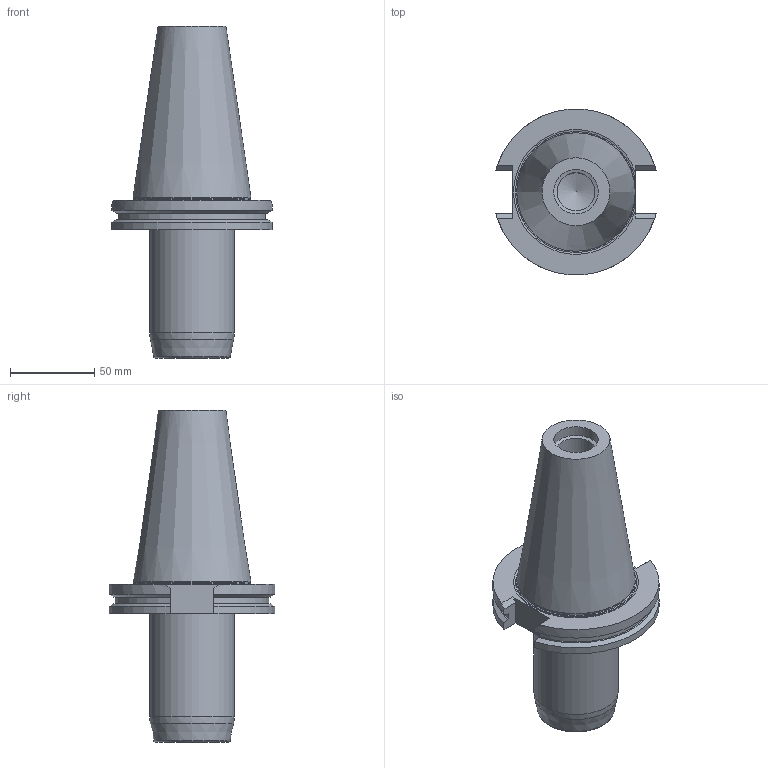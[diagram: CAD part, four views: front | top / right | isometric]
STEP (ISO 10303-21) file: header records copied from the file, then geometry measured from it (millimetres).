
FILE_DESCRIPTION(/* description */ (''),/* implementation_level */ '2;1');
FILE_NAME(/* name */ '6226_1_3d.stp',/* time_stamp */ '2017-03-31T11:26:58+02:00',/* author */ (''),/* organization */ ('SMS'),/* preprocessor_version */ 'ST-DEVELOPER v15',/* originating_system */ 'SIEMENS PLM Software NX 8.5',/* authorisation */ '');
FILE_SCHEMA (('AUTOMOTIVE_DESIGN { 1 0 10303 214 3 1 1 1 }'));
Length unit declared in the file: millimetre
Products named in the file (1): 6226_1_3D
Bounding box: 94.96 x 98.06 x 196.6 mm (x, y, z)
Volume: 491834.6 mm3; surface area: 52472.7 mm2
Topology: 1 solids, 1 shells, 42 faces, 111 edges, 72 vertices
Faces by surface type: plane 19, cone 10, cylinder 10, torus 2, bspline 1
Full cylindrical faces by diameter (mm): 22.5 x1, 26.375 x1, 50 x1, 69.25 x1
Entity records: 1290 total; most frequent: CARTESIAN_POINT 271, DIRECTION 209, ORIENTED_EDGE 188, EDGE_CURVE 94, AXIS2_PLACEMENT_3D 81, VERTEX_POINT 68, EDGE_LOOP 55, LINE 47
